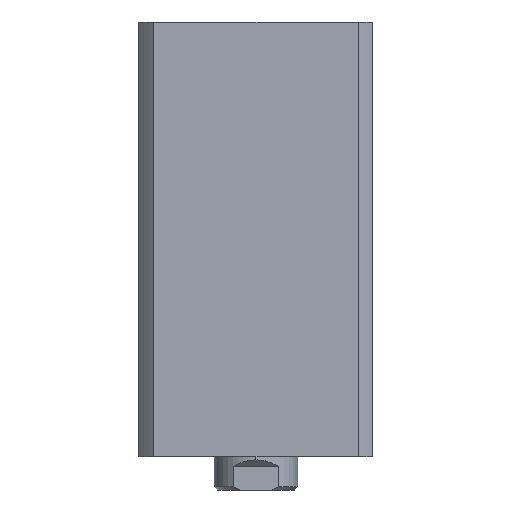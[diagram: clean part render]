
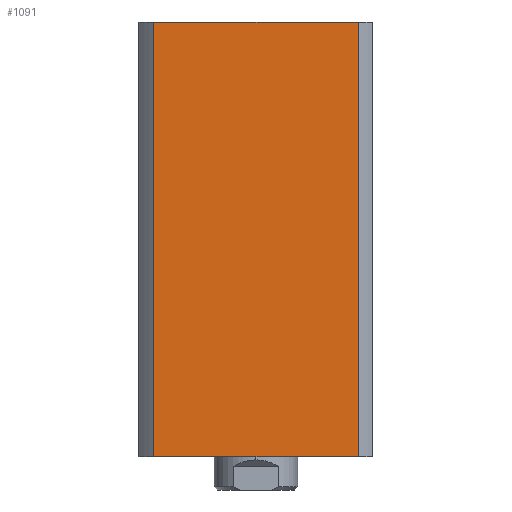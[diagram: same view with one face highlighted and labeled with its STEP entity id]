
A CAD part, left-side view. The second image highlights one B-rep face of the part: STEP entity #1091.
In plain terms, the highlighted planar face has unit normal (-1, 0, 0).
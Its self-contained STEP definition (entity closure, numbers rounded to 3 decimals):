
#113 = ORIENTED_EDGE ( 'NONE', *, *, #3254, .T. ) ;
#134 = DIRECTION ( 'NONE',  ( 0., -1., 0. ) ) ;
#138 = DIRECTION ( 'NONE',  ( 0., 0., -1. ) ) ;
#139 = CARTESIAN_POINT ( 'NONE',  ( -35., 0., 130. ) ) ;
#143 = CARTESIAN_POINT ( 'NONE',  ( -35., -30.615, 130. ) ) ;
#144 = DIRECTION ( 'NONE',  ( 0., 0., -1. ) ) ;
#145 = CARTESIAN_POINT ( 'NONE',  ( -35., 0., 0. ) ) ;
#146 = CARTESIAN_POINT ( 'NONE',  ( -35., 30.615, 130. ) ) ;
#147 = DIRECTION ( 'NONE',  ( 0., -1., 0. ) ) ;
#917 = VERTEX_POINT ( 'NONE', #1251 ) ;
#924 = VERTEX_POINT ( 'NONE', #1240 ) ;
#970 = ORIENTED_EDGE ( 'NONE', *, *, #3256, .T. ) ;
#982 = VERTEX_POINT ( 'NONE', #1422 ) ;
#1027 = VERTEX_POINT ( 'NONE', #1393 ) ;
#1091 = ADVANCED_FACE ( 'NONE', ( #2343 ), #1279, .F. ) ;
#1240 = CARTESIAN_POINT ( 'NONE',  ( -35., 30.615, 0. ) ) ;
#1251 = CARTESIAN_POINT ( 'NONE',  ( -35., -30.615, 0. ) ) ;
#1276 = CARTESIAN_POINT ( 'NONE',  ( -35., 0., 130. ) ) ;
#1279 = PLANE ( 'NONE',  #3414 ) ;
#1365 = DIRECTION ( 'NONE',  ( 0., 0., -1. ) ) ;
#1371 = DIRECTION ( 'NONE',  ( 1., 0., 0. ) ) ;
#1393 = CARTESIAN_POINT ( 'NONE',  ( -35., 30.615, 130. ) ) ;
#1422 = CARTESIAN_POINT ( 'NONE',  ( -35., -30.615, 130. ) ) ;
#1465 = ORIENTED_EDGE ( 'NONE', *, *, #3253, .F. ) ;
#2174 = EDGE_LOOP ( 'NONE', ( #113, #1465, #3540, #970 ) ) ;
#2343 = FACE_OUTER_BOUND ( 'NONE', #2174, .T. ) ;
#2728 = LINE ( 'NONE', #143, #2732 ) ;
#2729 = LINE ( 'NONE', #139, #2730 ) ;
#2730 = VECTOR ( 'NONE', #134, 1000. ) ;
#2731 = LINE ( 'NONE', #145, #2734 ) ;
#2732 = VECTOR ( 'NONE', #144, 1000. ) ;
#2734 = VECTOR ( 'NONE', #147, 1000. ) ;
#2735 = LINE ( 'NONE', #146, #2737 ) ;
#2737 = VECTOR ( 'NONE', #138, 1000. ) ;
#3252 = EDGE_CURVE ( 'NONE', #1027, #982, #2729, .T. ) ;
#3253 = EDGE_CURVE ( 'NONE', #982, #917, #2728, .T. ) ;
#3254 = EDGE_CURVE ( 'NONE', #924, #917, #2731, .T. ) ;
#3256 = EDGE_CURVE ( 'NONE', #1027, #924, #2735, .T. ) ;
#3414 = AXIS2_PLACEMENT_3D ( 'NONE', #1276, #1371, #1365 ) ;
#3540 = ORIENTED_EDGE ( 'NONE', *, *, #3252, .F. ) ;
